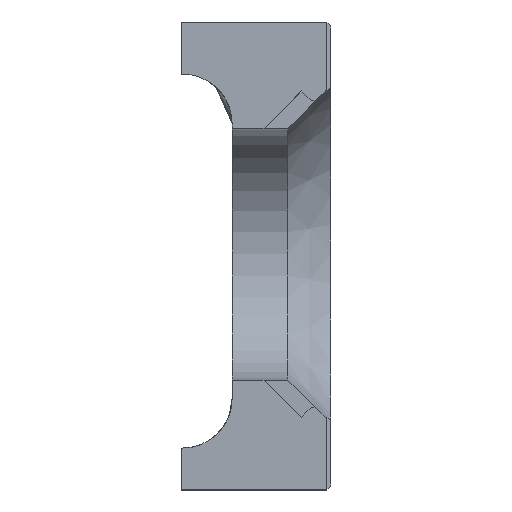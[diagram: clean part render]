
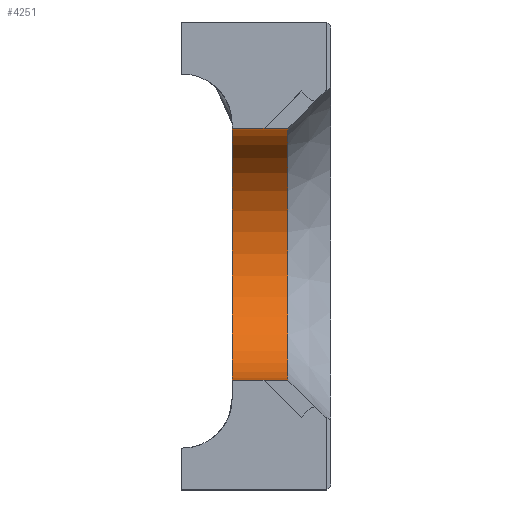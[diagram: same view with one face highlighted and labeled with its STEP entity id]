
A CAD part, left-side view. The second image highlights one B-rep face of the part: STEP entity #4251.
In plain terms, the highlighted cylindrical face has radius 12.646 mm (diameter 25.292 mm), a partial arc.
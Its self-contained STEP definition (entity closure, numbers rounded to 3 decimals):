
#85 = CARTESIAN_POINT ( 'NONE',  ( -141.866, 35.558, 15. ) ) ;
#159 = DIRECTION ( 'NONE',  ( 0., 0., -1. ) ) ;
#179 = CARTESIAN_POINT ( 'NONE',  ( -141.866, 35.558, 6.694 ) ) ;
#195 = DIRECTION ( 'NONE',  ( 0., 1., 0. ) ) ;
#203 = ORIENTED_EDGE ( 'NONE', *, *, #1024, .F. ) ;
#260 = LINE ( 'NONE', #5672, #4704 ) ;
#383 = ORIENTED_EDGE ( 'NONE', *, *, #2656, .F. ) ;
#725 = FACE_OUTER_BOUND ( 'NONE', #5754, .T. ) ;
#805 = DIRECTION ( 'NONE',  ( 0., 0., 1. ) ) ;
#1024 = EDGE_CURVE ( 'NONE', #2195, #3553, #5112, .T. ) ;
#1150 = VECTOR ( 'NONE', #7628, 1000. ) ;
#1274 = AXIS2_PLACEMENT_3D ( 'NONE', #2006, #805, #195 ) ;
#1347 = CARTESIAN_POINT ( 'NONE',  ( -141.866, 35.558, 4.292 ) ) ;
#1568 = VECTOR ( 'NONE', #5683, 1000. ) ;
#1833 = VERTEX_POINT ( 'NONE', #8111 ) ;
#1857 = VECTOR ( 'NONE', #4165, 1000. ) ;
#1927 = DIRECTION ( 'NONE',  ( 0., 0., 1. ) ) ;
#2006 = CARTESIAN_POINT ( 'NONE',  ( -141.866, 22.913, 4.292 ) ) ;
#2063 = DIRECTION ( 'NONE',  ( 0., 1., 0. ) ) ;
#2071 = CARTESIAN_POINT ( 'NONE',  ( -141.866, 10.267, 15. ) ) ;
#2193 = CYLINDRICAL_SURFACE ( 'NONE', #8270, 12.646 ) ;
#2195 = VERTEX_POINT ( 'NONE', #8087 ) ;
#2288 = DIRECTION ( 'NONE',  ( 0., 0., -1. ) ) ;
#2482 = EDGE_CURVE ( 'NONE', #2195, #4153, #4355, .T. ) ;
#2656 = EDGE_CURVE ( 'NONE', #1833, #4153, #4825, .T. ) ;
#2664 = EDGE_CURVE ( 'NONE', #7933, #3553, #8202, .T. ) ;
#2881 = EDGE_CURVE ( 'NONE', #5771, #7933, #260, .T. ) ;
#2975 = CARTESIAN_POINT ( 'NONE',  ( -141.866, 10.267, 15. ) ) ;
#3553 = VERTEX_POINT ( 'NONE', #1347 ) ;
#4152 = AXIS2_PLACEMENT_3D ( 'NONE', #7482, #1927, #4808 ) ;
#4153 = VERTEX_POINT ( 'NONE', #4615 ) ;
#4165 = DIRECTION ( 'NONE',  ( 0., 0., -1. ) ) ;
#4247 = ORIENTED_EDGE ( 'NONE', *, *, #2881, .T. ) ;
#4251 = ADVANCED_FACE ( 'NONE', ( #725 ), #2193, .F. ) ;
#4355 = LINE ( 'NONE', #2975, #1568 ) ;
#4615 = CARTESIAN_POINT ( 'NONE',  ( -141.866, 10.267, 6.694 ) ) ;
#4704 = VECTOR ( 'NONE', #2288, 1000. ) ;
#4808 = DIRECTION ( 'NONE',  ( 0., -1., 0. ) ) ;
#4824 = ORIENTED_EDGE ( 'NONE', *, *, #5848, .T. ) ;
#4825 = LINE ( 'NONE', #2071, #1150 ) ;
#5112 = CIRCLE ( 'NONE', #1274, 12.646 ) ;
#5672 = CARTESIAN_POINT ( 'NONE',  ( -141.866, 35.558, 15. ) ) ;
#5683 = DIRECTION ( 'NONE',  ( 0., 0., 1. ) ) ;
#5754 = EDGE_LOOP ( 'NONE', ( #203, #7478, #383, #4824, #4247, #8315 ) ) ;
#5771 = VERTEX_POINT ( 'NONE', #8186 ) ;
#5848 = EDGE_CURVE ( 'NONE', #1833, #5771, #7701, .T. ) ;
#7478 = ORIENTED_EDGE ( 'NONE', *, *, #2482, .T. ) ;
#7482 = CARTESIAN_POINT ( 'NONE',  ( -141.866, 22.913, 9.893 ) ) ;
#7628 = DIRECTION ( 'NONE',  ( 0., 0., -1. ) ) ;
#7701 = CIRCLE ( 'NONE', #4152, 12.646 ) ;
#7933 = VERTEX_POINT ( 'NONE', #179 ) ;
#8087 = CARTESIAN_POINT ( 'NONE',  ( -141.866, 10.267, 4.292 ) ) ;
#8111 = CARTESIAN_POINT ( 'NONE',  ( -141.866, 10.267, 9.893 ) ) ;
#8186 = CARTESIAN_POINT ( 'NONE',  ( -141.866, 35.558, 9.893 ) ) ;
#8202 = LINE ( 'NONE', #85, #1857 ) ;
#8237 = CARTESIAN_POINT ( 'NONE',  ( -141.866, 22.913, 15. ) ) ;
#8270 = AXIS2_PLACEMENT_3D ( 'NONE', #8237, #159, #2063 ) ;
#8315 = ORIENTED_EDGE ( 'NONE', *, *, #2664, .T. ) ;
